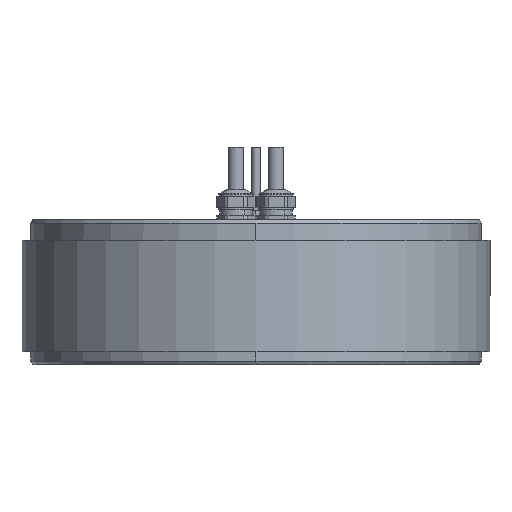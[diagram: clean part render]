
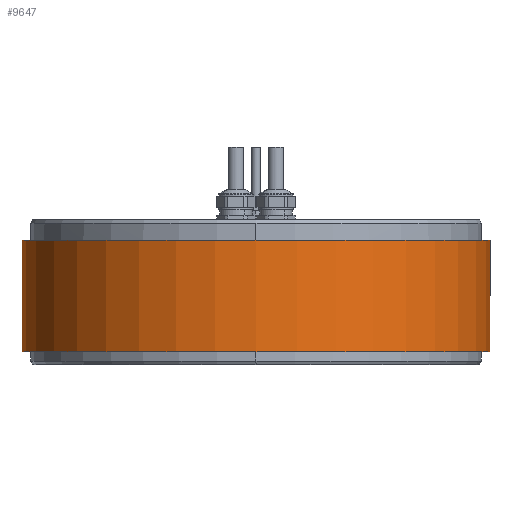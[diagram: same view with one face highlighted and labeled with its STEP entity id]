
A CAD part, front view. The second image highlights one B-rep face of the part: STEP entity #9647.
In plain terms, the highlighted cylindrical face has radius 161 mm (diameter 322 mm), a partial arc.
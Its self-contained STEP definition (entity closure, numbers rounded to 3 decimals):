
#2221=CARTESIAN_POINT('',(0.,0.,-14.1));
#2222=DIRECTION('',(0.,0.,1.));
#2223=DIRECTION('',(-0.183,0.983,0.));
#2224=AXIS2_PLACEMENT_3D('',#2221,#2222,#2223);
#2226=DIRECTION('',(0.,0.,1.));
#2227=VECTOR('',#2226,76.8);
#2228=CARTESIAN_POINT('',(29.5,158.274,-90.9));
#2229=LINE('',#2228,#2227);
#2230=CARTESIAN_POINT('',(0.,0.,-90.9));
#2231=DIRECTION('',(0.,0.,-1.));
#2232=DIRECTION('',(0.183,0.983,0.));
#2233=AXIS2_PLACEMENT_3D('',#2230,#2231,#2232);
#2235=DIRECTION('',(0.,0.,1.));
#2236=VECTOR('',#2235,76.8);
#2237=CARTESIAN_POINT('',(-29.5,158.274,-90.9));
#2238=LINE('',#2237,#2236);
#5258=CARTESIAN_POINT('',(-29.5,158.274,-90.9));
#5259=CARTESIAN_POINT('',(29.5,158.274,-90.9));
#5260=VERTEX_POINT('',#5258);
#5261=VERTEX_POINT('',#5259);
#5262=CARTESIAN_POINT('',(-29.5,158.274,-14.1));
#5263=CARTESIAN_POINT('',(29.5,158.274,-14.1));
#5264=VERTEX_POINT('',#5262);
#5265=VERTEX_POINT('',#5263);
#9636=CARTESIAN_POINT('',(0.,0.,-10.26));
#9637=DIRECTION('',(0.,0.,-1.));
#9638=DIRECTION('',(1.,0.,0.));
#9639=AXIS2_PLACEMENT_3D('',#9636,#9637,#9638);
#9640=CYLINDRICAL_SURFACE('',#9639,161.);
#9641=ORIENTED_EDGE('',*,*,#9585,.T.);
#9642=ORIENTED_EDGE('',*,*,#9601,.F.);
#9643=ORIENTED_EDGE('',*,*,#9625,.T.);
#9644=ORIENTED_EDGE('',*,*,#9604,.T.);
#9645=EDGE_LOOP('',(#9641,#9642,#9643,#9644));
#9646=FACE_OUTER_BOUND('',#9645,.F.);
#9647=ADVANCED_FACE('',(#9646),#9640,.T.);
#2225=CIRCLE('',#2224,161.);
#2234=CIRCLE('',#2233,161.);
#9585=EDGE_CURVE('',#5264,#5265,#2225,.T.);
#9601=EDGE_CURVE('',#5261,#5265,#2229,.T.);
#9604=EDGE_CURVE('',#5260,#5264,#2238,.T.);
#9625=EDGE_CURVE('',#5261,#5260,#2234,.T.);
